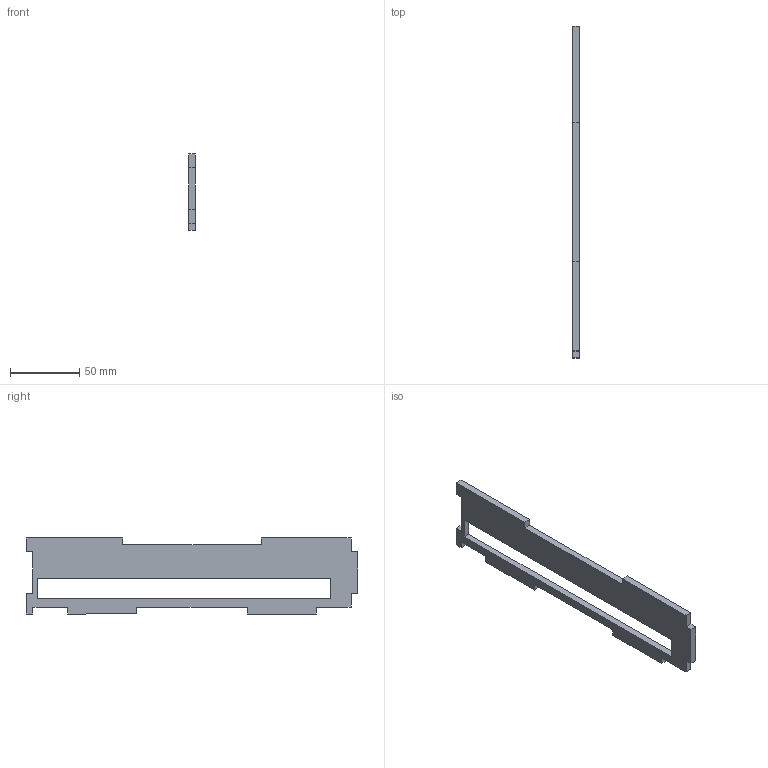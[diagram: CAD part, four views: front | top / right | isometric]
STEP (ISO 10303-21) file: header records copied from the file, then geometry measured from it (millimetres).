
FILE_DESCRIPTION(/* description */ (''),/* implementation_level */ '2;1');
FILE_NAME(/* name */ '2.step',/* time_stamp */ '2025-10-27T11:54:34+01:00',/* author */ (''),/* organization */ (''),/* preprocessor_version */ 'ST-DEVELOPER v20.1',/* originating_system */ 'Autodesk Translation Framework v14.17.0.0',/* authorisation */ '');
FILE_SCHEMA (('AUTOMOTIVE_DESIGN { 1 0 10303 214 3 1 1 }'));
Length unit declared in the file: millimetre
Products named in the file (1): 2
Bounding box: 5 x 240 x 55 mm (x, y, z)
Volume: 42976.7 mm3; surface area: 22610 mm2
Topology: 1 solids, 1 shells, 32 faces, 90 edges, 60 vertices
Faces by surface type: plane 32
Entity records: 1051 total; most frequent: CARTESIAN_POINT 183, ORIENTED_EDGE 180, DIRECTION 156, LINE 90, VECTOR 90, EDGE_CURVE 90, VERTEX_POINT 60, EDGE_LOOP 34
